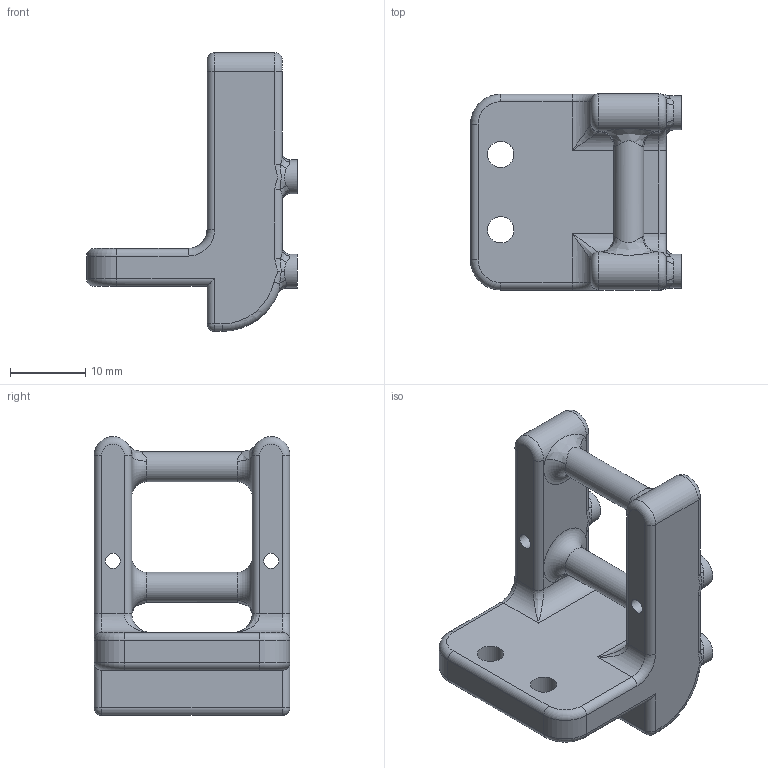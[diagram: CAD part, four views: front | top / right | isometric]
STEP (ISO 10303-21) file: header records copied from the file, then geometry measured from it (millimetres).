
FILE_DESCRIPTION(/* description */ ('Unknown'),/* implementation_level */ '2;1');
FILE_NAME(/* name */ 'Support caméra avant ',/* time_stamp */ '2023-01-27T11:58:23+01:00',/* author */ ('Unknown'),/* organization */ ('Unknown'),/* preprocessor_version */ 'ST-DEVELOPER v16.7',/* originating_system */ 'DEX',/* authorisation */ $);
FILE_SCHEMA (('AUTOMOTIVE_DESIGN {1 0 10303 214 3 1 1}'));
Length unit declared in the file: millimetre
Products named in the file (1): 011.3-Support caméra avant_2.0 
Bounding box: 28 x 26 x 37 mm (x, y, z)
Volume: 7338.6 mm3; surface area: 4350.7 mm2
Topology: 1 solids, 1 shells, 135 faces, 323 edges, 184 vertices
Faces by surface type: cylinder 45, bspline 36, plane 28, torus 24, sphere 2
Full cylindrical faces by diameter (mm): 2 x4, 3.5 x2, 4 x2, 4.5 x4
Entity records: 4603 total; most frequent: CARTESIAN_POINT 1690, DIRECTION 605, ORIENTED_EDGE 602, EDGE_CURVE 301, AXIS2_PLACEMENT_3D 262, VERTEX_POINT 178, EDGE_LOOP 157, FACE_BOUND 157
